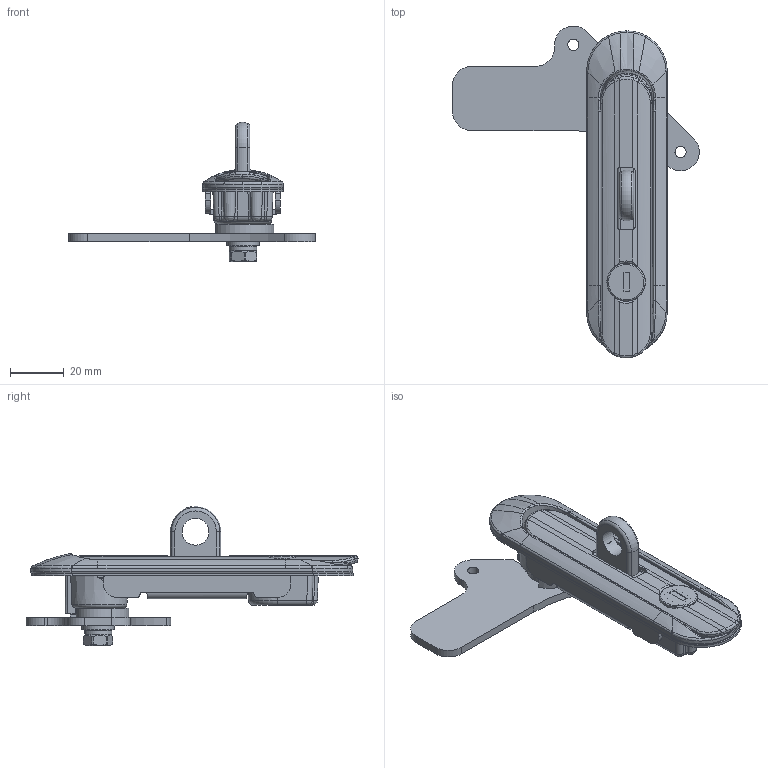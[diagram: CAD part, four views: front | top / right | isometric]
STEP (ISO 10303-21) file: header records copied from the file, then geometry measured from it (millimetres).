
FILE_DESCRIPTION(/* description */ (''),/* implementation_level */ '2;1');
FILE_NAME(/* name */ 'AF3283-2LK-316.stp',/* time_stamp */ '2025-01-16T20:04:34+09:00',/* author */ ('user'),/* organization */ (''),/* preprocessor_version */ 'ST-DEVELOPER v15.6',/* originating_system */ 'Autodesk Inventor 2015',/* authorisation */ '');
FILE_SCHEMA (('AUTOMOTIVE_DESIGN { 1 0 10303 214 3 1 1 }'));
Products named in the file (16): 몸체; M5 BOLT (1); OIL RING; 날개; 와샤; 캠; 캠와샤; 키코어; 패드락; 패킹; 플레이트; 핸들; 육각_M6x10L; 스프링와셔_1.5Tx10.4x6.5; 2브라켓; AF3283-2LK-316
Bounding box: 91.98 x 123.85 x 51.98 mm (x, y, z)
Volume: 37828 mm3; surface area: 41898 mm2
Topology: 20 solids, 20 shells, 1130 faces, 2962 edges, 1883 vertices
Faces by surface type: plane 446, cylinder 348, bspline 207, torus 70, cone 48, sphere 11
Full cylindrical faces by diameter (mm): 1 x1, 3.1 x3, 4.2 x2, 5 x2, 5.9 x1, 6.1 x1, 10 x1, 10.8 x1, 11.4 x1, 12 x1, 13.1 x1, 13.2 x1, 14 x1, 14.4 x1, 17 x1, 18 x1
Entity records: 81920 total; most frequent: CARTESIAN_POINT 56479, ORIENTED_EDGE 5460, DIRECTION 5019, EDGE_CURVE 2730, AXIS2_PLACEMENT_3D 1918, VERTEX_POINT 1754, LINE 1183, VECTOR 1183
